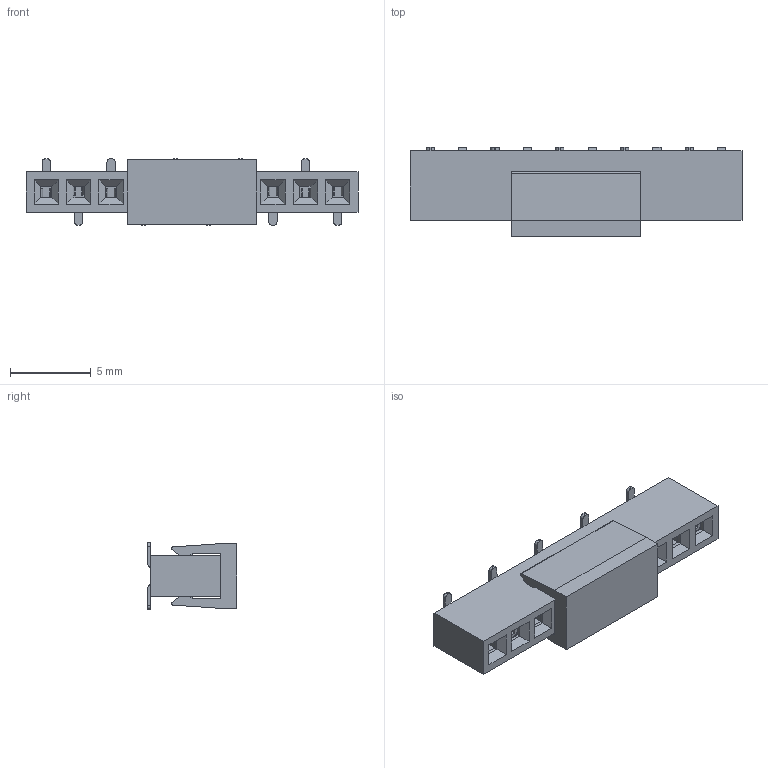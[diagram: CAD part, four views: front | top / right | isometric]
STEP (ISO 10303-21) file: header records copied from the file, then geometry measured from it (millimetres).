
FILE_DESCRIPTION( ('This file contains a STEP AP42 implementation' ,'as created by ZW3D STEP Interface translator.') ,'2;1' );
FILE_NAME( '2243-1XXMXXCUNX2.stp' ,'23 415.142343', (''), ('ZWCAD Software Co.'), 'Version 1.0', 'ZW3D to STEP translator', '' );
FILE_SCHEMA(('AUTOMOTIVE_DESIGN { 1 0 10303 214 1 1 1 1 }'));
Length unit declared in the file: millimetre
Products named in the file (2): 0; 2243-110mxxcunx2
Bounding box: 20.5 x 5.5 x 4.1 mm (x, y, z)
Volume: 225.9 mm3; surface area: 856.1 mm2
Topology: 1 solids, 5 shells, 882 faces, 2460 edges, 1592 vertices
Faces by surface type: plane 586, cylinder 296
Entity records: 31566 total; most frequent: CARTESIAN_POINT 8809, ORIENTED_EDGE 4920, DIRECTION 3896, EDGE_CURVE 2460, VECTOR 1838, LINE 1838, VERTEX_POINT 1592, AXIS2_PLACEMENT_3D 1029
